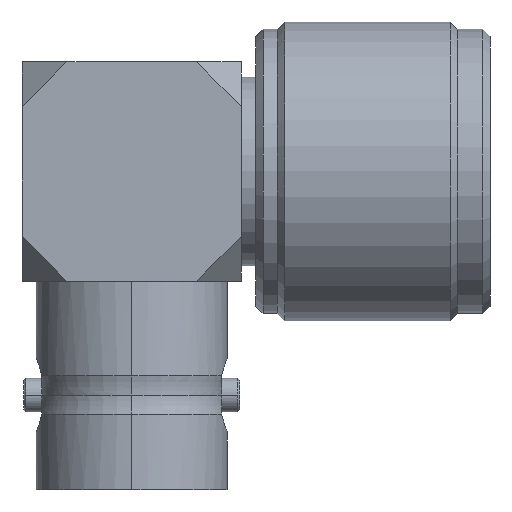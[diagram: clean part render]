
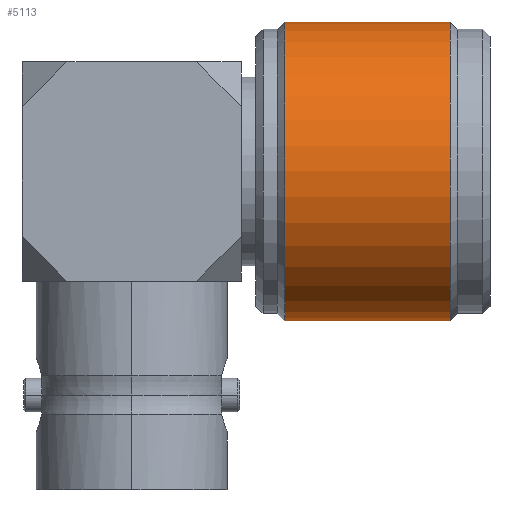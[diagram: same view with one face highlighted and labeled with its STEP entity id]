
A CAD part, left-side view. The second image highlights one B-rep face of the part: STEP entity #5113.
In plain terms, the highlighted cylindrical face has radius 10.541 mm (diameter 21.082 mm), a partial arc.
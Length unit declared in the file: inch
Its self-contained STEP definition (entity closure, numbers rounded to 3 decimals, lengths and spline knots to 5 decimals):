
#277 = FACE_OUTER_BOUND ( 'NONE', #360, .T. ) ;
#360 = EDGE_LOOP ( 'NONE', ( #7281, #3700, #6102, #7183 ) ) ;
#602 = AXIS2_PLACEMENT_3D ( 'NONE', #4440, #6172, #629 ) ;
#629 = DIRECTION ( 'NONE',  ( 0., 0., 1. ) ) ;
#651 = DIRECTION ( 'NONE',  ( 0., 0., -1. ) ) ;
#821 = CIRCLE ( 'NONE', #1657, 0.415 ) ;
#990 = VERTEX_POINT ( 'NONE', #3862 ) ;
#1183 = VECTOR ( 'NONE', #2094, 39.37008 ) ;
#1532 = LINE ( 'NONE', #4419, #1183 ) ;
#1582 = DIRECTION ( 'NONE',  ( 0., -1., 0. ) ) ;
#1657 = AXIS2_PLACEMENT_3D ( 'NONE', #6264, #4058, #651 ) ;
#1875 = VERTEX_POINT ( 'NONE', #6311 ) ;
#1903 = CYLINDRICAL_SURFACE ( 'NONE', #4095, 0.415 ) ;
#2094 = DIRECTION ( 'NONE',  ( 0., -1., 0. ) ) ;
#2431 = EDGE_CURVE ( 'NONE', #990, #1875, #3303, .T. ) ;
#2541 = DIRECTION ( 'NONE',  ( 0., -1., 0. ) ) ;
#3303 = LINE ( 'NONE', #4972, #5198 ) ;
#3311 = CIRCLE ( 'NONE', #602, 0.415 ) ;
#3549 = EDGE_CURVE ( 'NONE', #990, #6202, #821, .T. ) ;
#3600 = DIRECTION ( 'NONE',  ( 0., 0., -1. ) ) ;
#3700 = ORIENTED_EDGE ( 'NONE', *, *, #3549, .T. ) ;
#3764 = EDGE_CURVE ( 'NONE', #6202, #5962, #1532, .T. ) ;
#3862 = CARTESIAN_POINT ( 'NONE',  ( 0., -0.425, 0.415 ) ) ;
#4058 = DIRECTION ( 'NONE',  ( 0., -1., 0. ) ) ;
#4095 = AXIS2_PLACEMENT_3D ( 'NONE', #4150, #2541, #3600 ) ;
#4150 = CARTESIAN_POINT ( 'NONE',  ( 0., 0.015, 0. ) ) ;
#4419 = CARTESIAN_POINT ( 'NONE',  ( 0., 0.015, -0.415 ) ) ;
#4440 = CARTESIAN_POINT ( 'NONE',  ( 0., -0.885, 0. ) ) ;
#4972 = CARTESIAN_POINT ( 'NONE',  ( 0., 0.015, 0.415 ) ) ;
#5113 = ADVANCED_FACE ( 'NONE', ( #277 ), #1903, .T. ) ;
#5198 = VECTOR ( 'NONE', #1582, 39.37008 ) ;
#5753 = EDGE_CURVE ( 'NONE', #5962, #1875, #3311, .T. ) ;
#5962 = VERTEX_POINT ( 'NONE', #5998 ) ;
#5998 = CARTESIAN_POINT ( 'NONE',  ( 0., -0.885, -0.415 ) ) ;
#6102 = ORIENTED_EDGE ( 'NONE', *, *, #3764, .T. ) ;
#6172 = DIRECTION ( 'NONE',  ( 0., 1., 0. ) ) ;
#6202 = VERTEX_POINT ( 'NONE', #7023 ) ;
#6264 = CARTESIAN_POINT ( 'NONE',  ( 0., -0.425, 0. ) ) ;
#6311 = CARTESIAN_POINT ( 'NONE',  ( 0., -0.885, 0.415 ) ) ;
#7023 = CARTESIAN_POINT ( 'NONE',  ( 0., -0.425, -0.415 ) ) ;
#7183 = ORIENTED_EDGE ( 'NONE', *, *, #5753, .T. ) ;
#7281 = ORIENTED_EDGE ( 'NONE', *, *, #2431, .F. ) ;
